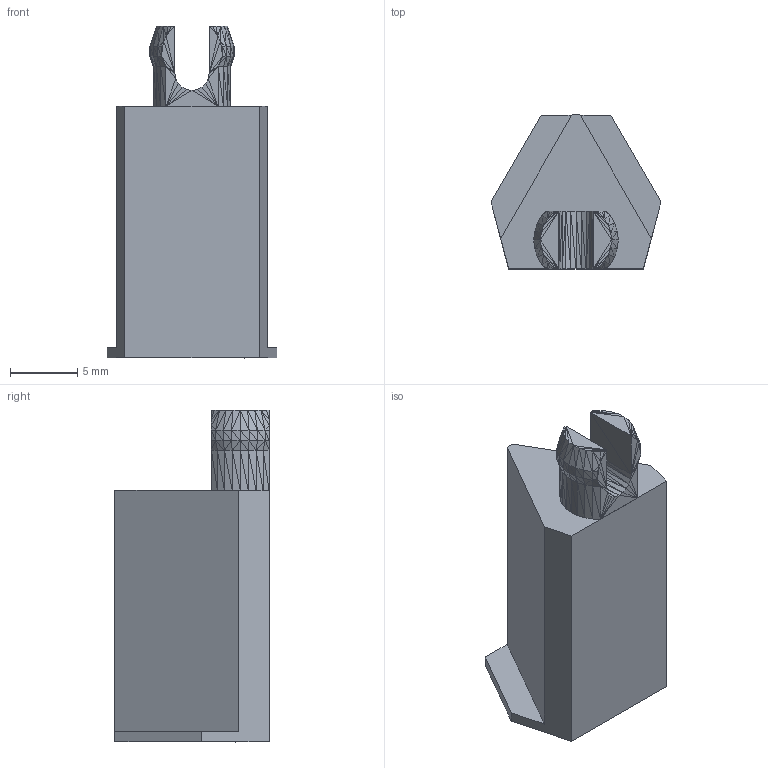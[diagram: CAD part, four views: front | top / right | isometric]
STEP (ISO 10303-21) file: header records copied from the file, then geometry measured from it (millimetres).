
FILE_DESCRIPTION (( 'STEP AP214' ), '1' );
FILE_NAME ('drive_shaft_5-1.step', '2023-09-04T22:48:10', ( '' ), ( '' ), 'SwSTEP 2.0', 'SolidWorks 2023', '' );
FILE_SCHEMA (( 'AUTOMOTIVE_DESIGN' ));
Length unit declared in the file: millimetre
Products named in the file (1): drive_shaft_5-1
Bounding box: 12.67 x 11.5 x 24.75 mm (x, y, z)
Volume: 1582.7 mm3; surface area: 1127.9 mm2
Topology: 2 solids, 2 shells, 335 faces, 591 edges, 266 vertices
Faces by surface type: plane 302, bspline 33
Entity records: 9119 total; most frequent: CARTESIAN_POINT 3138, ORIENTED_EDGE 1182, DIRECTION 1131, EDGE_CURVE 591, LINE 525, VECTOR 525, EDGE_LOOP 341, FACE_OUTER_BOUND 335
